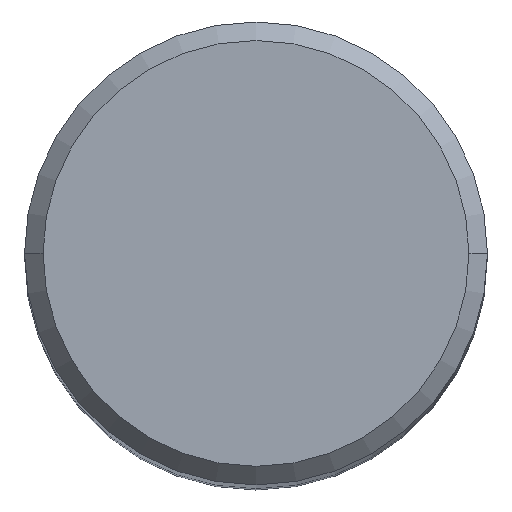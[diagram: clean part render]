
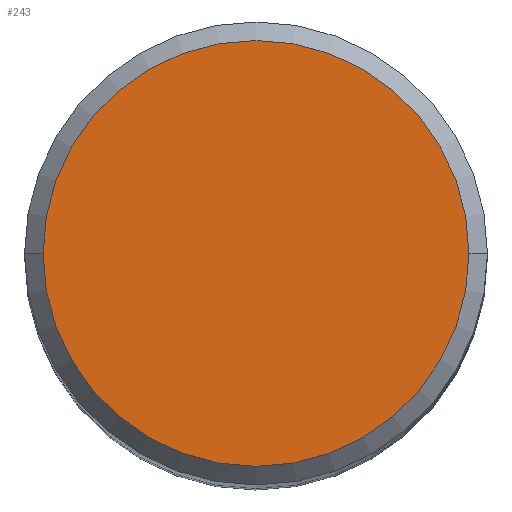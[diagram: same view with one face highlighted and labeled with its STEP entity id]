
A CAD part, top view. The second image highlights one B-rep face of the part: STEP entity #243.
In plain terms, the highlighted planar face has unit normal (0, 0, 1).
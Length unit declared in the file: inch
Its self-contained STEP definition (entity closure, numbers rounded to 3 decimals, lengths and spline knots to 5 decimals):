
#2 = AXIS2_PLACEMENT_3D ( 'NONE', #178, #158, #146 ) ;
#3 = CIRCLE ( 'NONE', #74, 0.1725 ) ;
#30 = FACE_OUTER_BOUND ( 'NONE', #170, .T. ) ;
#31 = CIRCLE ( 'NONE', #2, 0.1725 ) ;
#52 = DIRECTION ( 'NONE',  ( 0., 0., 1. ) ) ;
#74 = AXIS2_PLACEMENT_3D ( 'NONE', #187, #52, #210 ) ;
#86 = EDGE_CURVE ( 'NONE', #205, #98, #31, .T. ) ;
#98 = VERTEX_POINT ( 'NONE', #123 ) ;
#123 = CARTESIAN_POINT ( 'NONE',  ( -0.1725, 0., 2.5 ) ) ;
#139 = CARTESIAN_POINT ( 'NONE',  ( 0., 0., 2.5 ) ) ;
#146 = DIRECTION ( 'NONE',  ( 1., 0., 0. ) ) ;
#158 = DIRECTION ( 'NONE',  ( 0., 0., 1. ) ) ;
#160 = EDGE_CURVE ( 'NONE', #98, #205, #3, .T. ) ;
#170 = EDGE_LOOP ( 'NONE', ( #345, #248 ) ) ;
#178 = CARTESIAN_POINT ( 'NONE',  ( 0., 0., 2.5 ) ) ;
#187 = CARTESIAN_POINT ( 'NONE',  ( 0., 0., 2.5 ) ) ;
#205 = VERTEX_POINT ( 'NONE', #269 ) ;
#210 = DIRECTION ( 'NONE',  ( 1., 0., 0. ) ) ;
#242 = AXIS2_PLACEMENT_3D ( 'NONE', #139, #244, #322 ) ;
#243 = ADVANCED_FACE ( 'NONE', ( #30 ), #330, .T. ) ;
#244 = DIRECTION ( 'NONE',  ( 0., 0., 1. ) ) ;
#248 = ORIENTED_EDGE ( 'NONE', *, *, #86, .T. ) ;
#269 = CARTESIAN_POINT ( 'NONE',  ( 0.1725, 0., 2.5 ) ) ;
#322 = DIRECTION ( 'NONE',  ( 1., 0., 0. ) ) ;
#330 = PLANE ( 'NONE',  #242 ) ;
#345 = ORIENTED_EDGE ( 'NONE', *, *, #160, .T. ) ;
